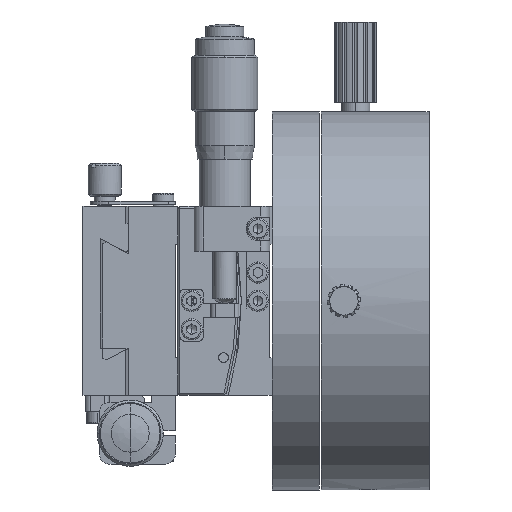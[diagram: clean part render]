
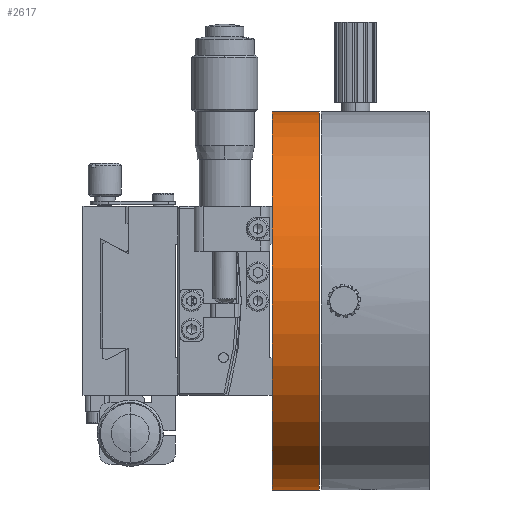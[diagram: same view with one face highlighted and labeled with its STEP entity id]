
A CAD part, left-side view. The second image highlights one B-rep face of the part: STEP entity #2617.
In plain terms, the highlighted cylindrical face has radius 40 mm (diameter 80 mm), a partial arc.
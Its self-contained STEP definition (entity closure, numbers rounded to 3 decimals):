
#3 = LINE ( 'NONE', #22131, #26601 ) ;
#546 = DIRECTION ( 'NONE',  ( 0., 1., 0. ) ) ;
#1204 = ORIENTED_EDGE ( 'NONE', *, *, #16781, .F. ) ;
#2265 = VERTEX_POINT ( 'NONE', #14277 ) ;
#2617 = ADVANCED_FACE ( 'NONE', ( #20275 ), #25501, .F. ) ;
#3740 = EDGE_CURVE ( 'NONE', #31051, #7872, #9697, .T. ) ;
#4835 = CARTESIAN_POINT ( 'NONE',  ( 8.719, 8.096, 99. ) ) ;
#5714 = LINE ( 'NONE', #24598, #17821 ) ;
#5847 = DIRECTION ( 'NONE',  ( 0., 1., 0. ) ) ;
#7446 = DIRECTION ( 'NONE',  ( 0., 0., 1. ) ) ;
#7872 = VERTEX_POINT ( 'NONE', #10166 ) ;
#9697 = CIRCLE ( 'NONE', #28608, 40. ) ;
#10166 = CARTESIAN_POINT ( 'NONE',  ( 8.719, 8.096, 59. ) ) ;
#11566 = CIRCLE ( 'NONE', #14710, 40. ) ;
#11719 = EDGE_CURVE ( 'NONE', #2265, #7872, #3, .T. ) ;
#13385 = DIRECTION ( 'NONE',  ( 0., 0., 1. ) ) ;
#14277 = CARTESIAN_POINT ( 'NONE',  ( 8.719, -1.904, 59. ) ) ;
#14464 = DIRECTION ( 'NONE',  ( 0., 1., 0. ) ) ;
#14710 = AXIS2_PLACEMENT_3D ( 'NONE', #21307, #5847, #23883 ) ;
#15657 = ORIENTED_EDGE ( 'NONE', *, *, #11719, .T. ) ;
#16781 = EDGE_CURVE ( 'NONE', #2265, #29613, #11566, .T. ) ;
#17198 = EDGE_LOOP ( 'NONE', ( #1204, #15657, #18626, #20776 ) ) ;
#17271 = CARTESIAN_POINT ( 'NONE',  ( 8.719, -1.904, 139. ) ) ;
#17821 = VECTOR ( 'NONE', #27206, 1000. ) ;
#18626 = ORIENTED_EDGE ( 'NONE', *, *, #3740, .F. ) ;
#20275 = FACE_OUTER_BOUND ( 'NONE', #17198, .T. ) ;
#20776 = ORIENTED_EDGE ( 'NONE', *, *, #24089, .F. ) ;
#21307 = CARTESIAN_POINT ( 'NONE',  ( 8.719, -1.904, 99. ) ) ;
#22131 = CARTESIAN_POINT ( 'NONE',  ( 8.719, -1.904, 59. ) ) ;
#22748 = AXIS2_PLACEMENT_3D ( 'NONE', #26339, #546, #13385 ) ;
#22885 = DIRECTION ( 'NONE',  ( 0., -1., 0. ) ) ;
#23883 = DIRECTION ( 'NONE',  ( 0., 0., 1. ) ) ;
#24089 = EDGE_CURVE ( 'NONE', #29613, #31051, #5714, .T. ) ;
#24598 = CARTESIAN_POINT ( 'NONE',  ( 8.719, -1.904, 139. ) ) ;
#25501 = CYLINDRICAL_SURFACE ( 'NONE', #22748, 40. ) ;
#25795 = CARTESIAN_POINT ( 'NONE',  ( 8.719, 8.096, 139. ) ) ;
#26339 = CARTESIAN_POINT ( 'NONE',  ( 8.719, -1.904, 99. ) ) ;
#26601 = VECTOR ( 'NONE', #14464, 1000. ) ;
#27206 = DIRECTION ( 'NONE',  ( 0., 1., 0. ) ) ;
#28608 = AXIS2_PLACEMENT_3D ( 'NONE', #4835, #22885, #7446 ) ;
#29613 = VERTEX_POINT ( 'NONE', #17271 ) ;
#31051 = VERTEX_POINT ( 'NONE', #25795 ) ;
